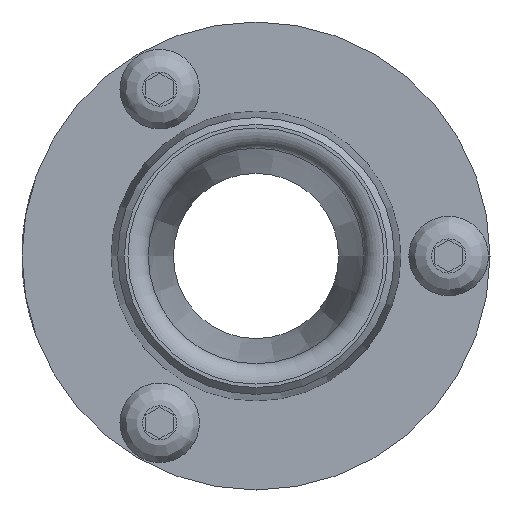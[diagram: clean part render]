
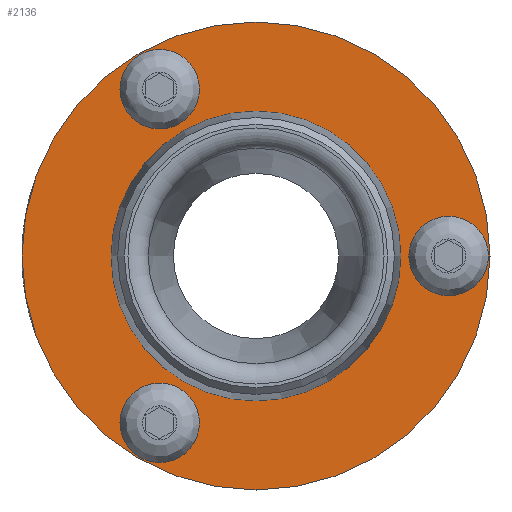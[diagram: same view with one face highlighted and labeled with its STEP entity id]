
A CAD part, left-side view. The second image highlights one B-rep face of the part: STEP entity #2136.
In plain terms, the highlighted planar face has unit normal (-1, 0, 0).
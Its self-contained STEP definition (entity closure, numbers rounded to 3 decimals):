
#1771=CARTESIAN_POINT('',(13.809,7.953,-0.852));
#1772=VERTEX_POINT('',#1771);
#1773=CARTESIAN_POINT('',(13.809,7.899,-0.758));
#1774=DIRECTION('',(1.0,0.0,0.0));
#1775=DIRECTION('',(0.0,-0.5,0.866));
#1776=AXIS2_PLACEMENT_3D('',#1773,#1774,#1775);
#1777=CIRCLE('',#1776,0.109);
#1778=EDGE_CURVE('',#1772,#1772,#1777,.T.);
#1799=CARTESIAN_POINT('',(13.809,7.953,0.852));
#1800=VERTEX_POINT('',#1799);
#1801=CARTESIAN_POINT('',(13.809,7.899,0.758));
#1802=DIRECTION('',(1.0,0.0,0.0));
#1803=DIRECTION('',(0.0,-0.5,-0.866));
#1804=AXIS2_PLACEMENT_3D('',#1801,#1802,#1803);
#1805=CIRCLE('',#1804,0.109);
#1806=EDGE_CURVE('',#1800,#1800,#1805,.T.);
#1827=CARTESIAN_POINT('',(13.809,6.478,0.));
#1828=VERTEX_POINT('',#1827);
#1829=CARTESIAN_POINT('',(13.809,6.587,0.0));
#1830=DIRECTION('',(1.0,0.0,0.0));
#1831=DIRECTION('',(0.0,1.0,0.0));
#1832=AXIS2_PLACEMENT_3D('',#1829,#1830,#1831);
#1833=CIRCLE('',#1832,0.109);
#1834=EDGE_CURVE('',#1828,#1828,#1833,.T.);
#1855=CARTESIAN_POINT('',(13.809,8.081,0.0));
#1856=VERTEX_POINT('',#1855);
#1857=CARTESIAN_POINT('',(13.809,7.461,0.0));
#1858=DIRECTION('',(-1.0,0.0,0.0));
#1859=DIRECTION('',(0.0,1.0,0.0));
#1860=AXIS2_PLACEMENT_3D('',#1857,#1858,#1859);
#1861=CIRCLE('',#1860,0.62);
#1862=EDGE_CURVE('',#1856,#1856,#1861,.T.);
#2101=CARTESIAN_POINT('',(13.809,8.524,0.0));
#2102=VERTEX_POINT('',#2101);
#2103=CARTESIAN_POINT('',(13.809,7.461,0.0));
#2104=DIRECTION('',(-1.0,0.0,0.0));
#2105=DIRECTION('',(0.0,1.0,0.0));
#2106=AXIS2_PLACEMENT_3D('',#2103,#2104,#2105);
#2107=CIRCLE('',#2106,1.062);
#2108=EDGE_CURVE('',#2102,#2102,#2107,.T.);
#2116=CARTESIAN_POINT('',(13.809,8.303,0.0));
#2117=DIRECTION('',(-1.0,0.0,0.0));
#2118=DIRECTION('',(0.0,0.0,1.0));
#2119=AXIS2_PLACEMENT_3D('',#2116,#2117,#2118);
#2120=PLANE('',#2119);
#2121=ORIENTED_EDGE('',*,*,#2108,.T.);
#2122=EDGE_LOOP('',(#2121));
#2123=FACE_OUTER_BOUND('',#2122,.T.);
#2124=ORIENTED_EDGE('',*,*,#1778,.T.);
#2125=EDGE_LOOP('',(#2124));
#2126=FACE_BOUND('',#2125,.T.);
#2127=ORIENTED_EDGE('',*,*,#1806,.T.);
#2128=EDGE_LOOP('',(#2127));
#2129=FACE_BOUND('',#2128,.T.);
#2130=ORIENTED_EDGE('',*,*,#1834,.T.);
#2131=EDGE_LOOP('',(#2130));
#2132=FACE_BOUND('',#2131,.T.);
#2133=ORIENTED_EDGE('',*,*,#1862,.F.);
#2134=EDGE_LOOP('',(#2133));
#2135=FACE_BOUND('',#2134,.T.);
#2136=ADVANCED_FACE('',(#2123,#2126,#2129,#2132,#2135),#2120,.T.);
